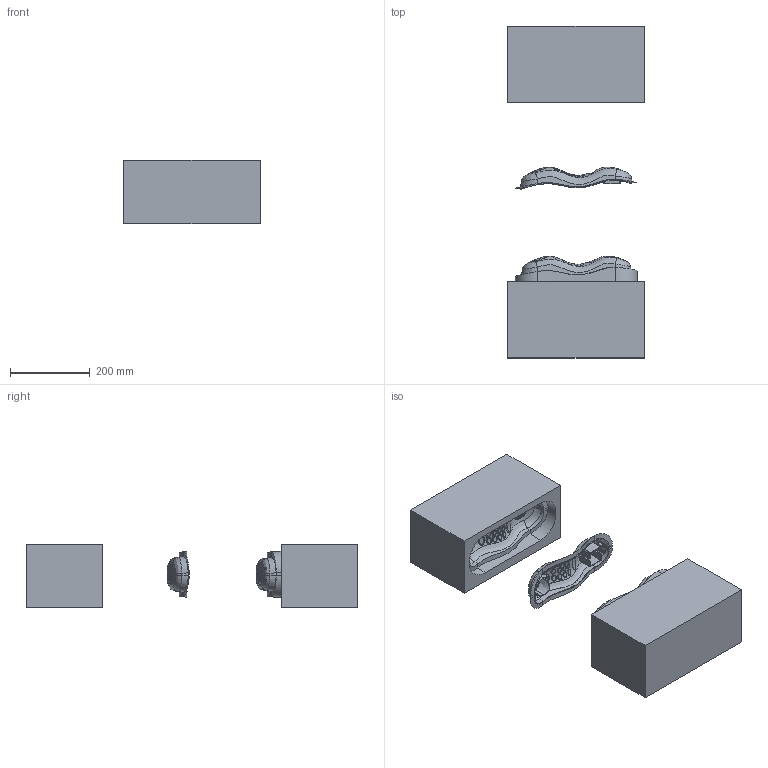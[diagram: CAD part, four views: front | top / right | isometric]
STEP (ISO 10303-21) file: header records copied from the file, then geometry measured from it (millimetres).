
FILE_DESCRIPTION(('FreeCAD Model'),'2;1');
FILE_NAME('Open CASCADE Shape Model','2025-05-04T04:15:03',('FreeCAD'),( 'FreeCAD'),'Open CASCADE STEP processor 7.6','FreeCAD','Unknown');
FILE_SCHEMA(('AUTOMOTIVE_DESIGN { 1 0 10303 214 1 1 1 1 }'));
Products named in the file (1): Open CASCADE STEP translator 7.6 1
Bounding box: 341.22 x 829.8 x 159.57 mm (x, y, z)
Surface area: 886238.9 mm2 (no closed solid volume)
Topology: 0 solids, 6 shells, 1488 faces, 3896 edges, 2660 vertices
Faces by surface type: bspline 1488
Entity records: 219868 total; most frequent: CARTESIAN_POINT 196453, ORIENTED_EDGE 7760, EDGE_CURVE 3896, B_SPLINE_CURVE_WITH_KNOTS 3266, VERTEX_POINT 2660, FACE_BOUND 1856, EDGE_LOOP 1856, ADVANCED_FACE 1488
